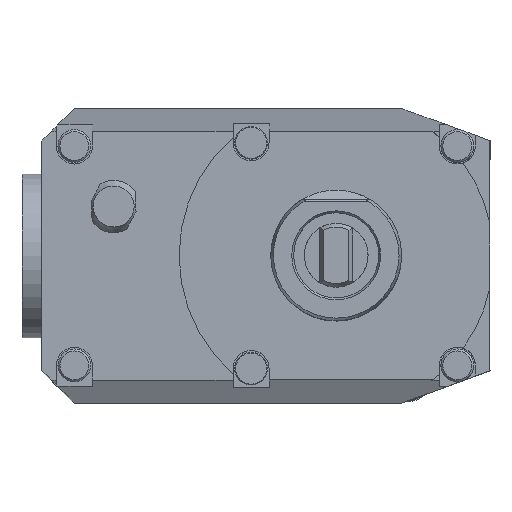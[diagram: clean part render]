
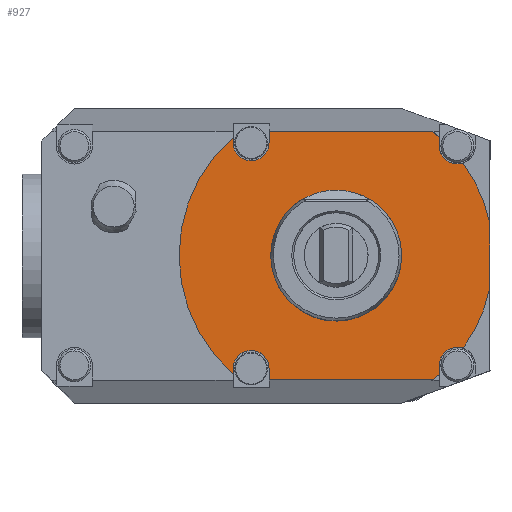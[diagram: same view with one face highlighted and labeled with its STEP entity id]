
A CAD part, top view. The second image highlights one B-rep face of the part: STEP entity #927.
In plain terms, the highlighted planar face has unit normal (0, 0, 1).
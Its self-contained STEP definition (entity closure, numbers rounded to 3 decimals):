
#228=LINE('',#5640,#493);
#231=LINE('',#5650,#496);
#234=LINE('',#5659,#499);
#237=LINE('',#5664,#502);
#241=LINE('',#5674,#506);
#243=LINE('',#5680,#508);
#248=LINE('',#5691,#513);
#250=LINE('',#5694,#515);
#252=LINE('',#5702,#517);
#493=VECTOR('',#4265,1.);
#496=VECTOR('',#4278,1.);
#499=VECTOR('',#4289,1.);
#502=VECTOR('',#4294,1.);
#506=VECTOR('',#4304,1.);
#508=VECTOR('',#4312,1.);
#513=VECTOR('',#4323,1.);
#515=VECTOR('',#4327,1.);
#517=VECTOR('',#4337,1.);
#706=FACE_BOUND('',#1429,.T.);
#707=FACE_BOUND('',#1430,.T.);
#927=ADVANCED_FACE('',(#706,#707),#1128,.F.);
#1128=PLANE('',#3685);
#1429=EDGE_LOOP('',(#1996));
#1430=EDGE_LOOP('',(#1997,#1998,#1999,#2000,#2001,#2002,#2003,#2004,#2005,
#2006,#2007,#2008,#2009,#2010,#2011,#2012,#2013,#2014));
#1996=ORIENTED_EDGE('',*,*,#3141,.F.);
#1997=ORIENTED_EDGE('',*,*,#3140,.T.);
#1998=ORIENTED_EDGE('',*,*,#3139,.F.);
#1999=ORIENTED_EDGE('',*,*,#3136,.F.);
#2000=ORIENTED_EDGE('',*,*,#3134,.T.);
#2001=ORIENTED_EDGE('',*,*,#3132,.T.);
#2002=ORIENTED_EDGE('',*,*,#3128,.T.);
#2003=ORIENTED_EDGE('',*,*,#3126,.F.);
#2004=ORIENTED_EDGE('',*,*,#3125,.T.);
#2005=ORIENTED_EDGE('',*,*,#3122,.T.);
#2006=ORIENTED_EDGE('',*,*,#3120,.T.);
#2007=ORIENTED_EDGE('',*,*,#3117,.T.);
#2008=ORIENTED_EDGE('',*,*,#3115,.F.);
#2009=ORIENTED_EDGE('',*,*,#3112,.T.);
#2010=ORIENTED_EDGE('',*,*,#3111,.T.);
#2011=ORIENTED_EDGE('',*,*,#3108,.F.);
#2012=ORIENTED_EDGE('',*,*,#3107,.T.);
#2013=ORIENTED_EDGE('',*,*,#3101,.F.);
#2014=ORIENTED_EDGE('',*,*,#3098,.T.);
#2727=VERTEX_POINT('',#5623);
#2728=VERTEX_POINT('',#5625);
#2730=VERTEX_POINT('',#5631);
#2732=VERTEX_POINT('',#5637);
#2733=VERTEX_POINT('',#5643);
#2734=VERTEX_POINT('',#5647);
#2735=VERTEX_POINT('',#5651);
#2736=VERTEX_POINT('',#5656);
#2737=VERTEX_POINT('',#5660);
#2738=VERTEX_POINT('',#5665);
#2739=VERTEX_POINT('',#5669);
#2740=VERTEX_POINT('',#5673);
#2741=VERTEX_POINT('',#5677);
#2742=VERTEX_POINT('',#5681);
#2743=VERTEX_POINT('',#5686);
#2744=VERTEX_POINT('',#5690);
#2745=VERTEX_POINT('',#5695);
#2746=VERTEX_POINT('',#5699);
#2747=VERTEX_POINT('',#5705);
#3098=EDGE_CURVE('',#2728,#2727,#3440,.T.);
#3101=EDGE_CURVE('',#2728,#2730,#3442,.T.);
#3107=EDGE_CURVE('',#2732,#2730,#228,.T.);
#3108=EDGE_CURVE('',#2732,#2733,#3444,.T.);
#3111=EDGE_CURVE('',#2734,#2733,#3445,.T.);
#3112=EDGE_CURVE('',#2735,#2734,#231,.T.);
#3115=EDGE_CURVE('',#2735,#2736,#3446,.T.);
#3117=EDGE_CURVE('',#2737,#2736,#234,.T.);
#3120=EDGE_CURVE('',#2738,#2737,#237,.T.);
#3122=EDGE_CURVE('',#2739,#2738,#3447,.T.);
#3125=EDGE_CURVE('',#2740,#2739,#241,.T.);
#3126=EDGE_CURVE('',#2740,#2741,#3448,.T.);
#3128=EDGE_CURVE('',#2742,#2741,#243,.T.);
#3132=EDGE_CURVE('',#2743,#2742,#3449,.T.);
#3134=EDGE_CURVE('',#2744,#2743,#248,.T.);
#3136=EDGE_CURVE('',#2744,#2745,#250,.T.);
#3139=EDGE_CURVE('',#2745,#2746,#3450,.T.);
#3140=EDGE_CURVE('',#2727,#2746,#252,.T.);
#3141=EDGE_CURVE('',#2747,#2747,#3451,.T.);
#3440=CIRCLE('',#3653,5.5);
#3442=CIRCLE('',#3656,48.);
#3444=CIRCLE('',#3660,48.);
#3445=CIRCLE('',#3662,5.5);
#3446=CIRCLE('',#3665,48.);
#3447=CIRCLE('',#3670,5.5);
#3448=CIRCLE('',#3673,48.);
#3449=CIRCLE('',#3676,5.5);
#3450=CIRCLE('',#3681,48.);
#3451=CIRCLE('',#3684,20.);
#3653=AXIS2_PLACEMENT_3D('',#5624,#4248,#4249);
#3656=AXIS2_PLACEMENT_3D('',#5630,#4255,#4256);
#3660=AXIS2_PLACEMENT_3D('',#5642,#4268,#4269);
#3662=AXIS2_PLACEMENT_3D('',#5648,#4274,#4275);
#3665=AXIS2_PLACEMENT_3D('',#5655,#4283,#4284);
#3670=AXIS2_PLACEMENT_3D('',#5668,#4298,#4299);
#3673=AXIS2_PLACEMENT_3D('',#5676,#4307,#4308);
#3676=AXIS2_PLACEMENT_3D('',#5687,#4318,#4319);
#3681=AXIS2_PLACEMENT_3D('',#5700,#4333,#4334);
#3684=AXIS2_PLACEMENT_3D('',#5704,#4340,#4341);
#3685=AXIS2_PLACEMENT_3D('',#5706,#4342,#4343);
#4248=DIRECTION('',(0.,0.,-1.));
#4249=DIRECTION('',(-1.,0.,0.));
#4255=DIRECTION('',(0.,0.,-1.));
#4256=DIRECTION('',(0.,-1.,0.));
#4265=DIRECTION('',(0.,1.,0.));
#4268=DIRECTION('',(0.,0.,-1.));
#4269=DIRECTION('',(0.,-1.,0.));
#4274=DIRECTION('',(0.,0.,-1.));
#4275=DIRECTION('',(-1.,0.,0.));
#4278=DIRECTION('',(0.,1.,0.));
#4283=DIRECTION('',(0.,0.,-1.));
#4284=DIRECTION('',(0.,-1.,0.));
#4289=DIRECTION('',(1.,0.,0.));
#4294=DIRECTION('',(0.,-1.,0.));
#4298=DIRECTION('',(0.,0.,-1.));
#4299=DIRECTION('',(1.,0.,0.));
#4304=DIRECTION('',(0.,1.,0.));
#4307=DIRECTION('',(0.,0.,-1.));
#4308=DIRECTION('',(0.,-1.,0.));
#4312=DIRECTION('',(0.,1.,0.));
#4318=DIRECTION('',(0.,0.,-1.));
#4319=DIRECTION('',(1.,0.,0.));
#4323=DIRECTION('',(0.,-1.,0.));
#4327=DIRECTION('',(1.,0.,0.));
#4333=DIRECTION('',(0.,0.,-1.));
#4334=DIRECTION('',(0.,-1.,0.));
#4337=DIRECTION('',(0.,1.,0.));
#4340=DIRECTION('',(0.,0.,1.));
#4341=DIRECTION('',(0.,1.,0.));
#4342=DIRECTION('',(0.,0.,-1.));
#4343=DIRECTION('',(1.,0.,0.));
#5623=CARTESIAN_POINT('',(31.5,33.5,0.));
#5624=CARTESIAN_POINT('',(37.,33.5,0.));
#5625=CARTESIAN_POINT('',(38.774,28.294,0.));
#5630=CARTESIAN_POINT('',(0.,0.,0.));
#5631=CARTESIAN_POINT('',(47.,9.747,0.));
#5637=CARTESIAN_POINT('',(47.,-9.747,0.));
#5640=CARTESIAN_POINT('',(47.,35.17,0.));
#5642=CARTESIAN_POINT('',(0.,0.,0.));
#5643=CARTESIAN_POINT('',(38.774,-28.294,0.));
#5647=CARTESIAN_POINT('',(31.5,-33.5,0.));
#5648=CARTESIAN_POINT('',(37.,-33.5,0.));
#5650=CARTESIAN_POINT('',(31.5,-33.5,0.));
#5651=CARTESIAN_POINT('',(31.5,-36.218,0.));
#5655=CARTESIAN_POINT('',(0.,0.,0.));
#5656=CARTESIAN_POINT('',(29.326,-38.,0.));
#5659=CARTESIAN_POINT('',(-191.856,-38.,0.));
#5660=CARTESIAN_POINT('',(-20.5,-38.,0.));
#5664=CARTESIAN_POINT('',(-20.5,-34.5,0.));
#5665=CARTESIAN_POINT('',(-20.5,-34.5,0.));
#5668=CARTESIAN_POINT('',(-26.,-34.5,0.));
#5669=CARTESIAN_POINT('',(-31.5,-34.5,0.));
#5673=CARTESIAN_POINT('',(-31.5,-36.218,0.));
#5674=CARTESIAN_POINT('',(-31.5,-34.5,0.));
#5676=CARTESIAN_POINT('',(0.,0.,0.));
#5677=CARTESIAN_POINT('',(-31.5,36.218,0.));
#5680=CARTESIAN_POINT('',(-31.5,42.849,0.));
#5681=CARTESIAN_POINT('',(-31.5,34.5,0.));
#5686=CARTESIAN_POINT('',(-20.5,34.5,0.));
#5687=CARTESIAN_POINT('',(-26.,34.5,0.));
#5690=CARTESIAN_POINT('',(-20.5,38.,0.));
#5691=CARTESIAN_POINT('',(-20.5,42.849,0.));
#5694=CARTESIAN_POINT('',(-190.857,38.,0.));
#5695=CARTESIAN_POINT('',(29.326,38.,0.));
#5699=CARTESIAN_POINT('',(31.5,36.218,0.));
#5700=CARTESIAN_POINT('',(0.,0.,0.));
#5702=CARTESIAN_POINT('',(31.5,33.5,0.));
#5704=CARTESIAN_POINT('',(0.,0.,0.));
#5705=CARTESIAN_POINT('',(0.,20.,0.));
#5706=CARTESIAN_POINT('',(-125.,0.,0.));
